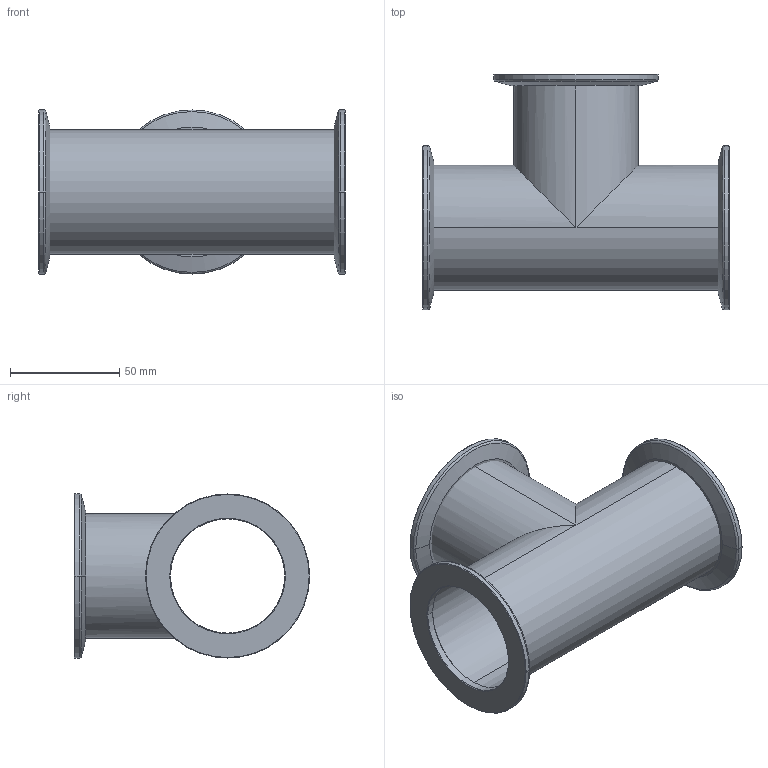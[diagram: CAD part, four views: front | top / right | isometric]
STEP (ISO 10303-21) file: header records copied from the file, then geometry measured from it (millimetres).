
FILE_DESCRIPTION (( 'STEP AP203' ), '1' );
FILE_NAME ('Hositrad_KT50-57.STEP', '2017-06-08T08:32:28', ( 'Gebruiker' ), ( '' ), 'SwSTEP 2.0', 'SolidWorks 2017', '' );
FILE_SCHEMA (( 'CONFIG_CONTROL_DESIGN' ));
Length unit declared in the file: millimetre
Products named in the file (4): KF50WS_KF50-54; KF-Tee-Tube-All_KT50-57; Hositrad_KT50-57; KF50WS_KF50-57
Assembly tree (4 placements, depth 2):
  Hositrad_KT50-57
    KF-Tee-Tube-All_KT50-57
    KF50WS_KF50-57  x2
    KF50WS_KF50-54
Bounding box: 140 x 107.5 x 75 mm (x, y, z)
Volume: 84543.8 mm3; surface area: 76237.1 mm2
Topology: 4 solids, 4 shells, 67 faces, 136 edges, 80 vertices
Faces by surface type: cylinder 30, cone 18, plane 13, torus 6
Entity records: 1776 total; most frequent: DIRECTION 272, CARTESIAN_POINT 231, ORIENTED_EDGE 204, AXIS2_PLACEMENT_3D 117, EDGE_CURVE 102, VERTEX_POINT 60, CIRCLE 60, EDGE_LOOP 60
